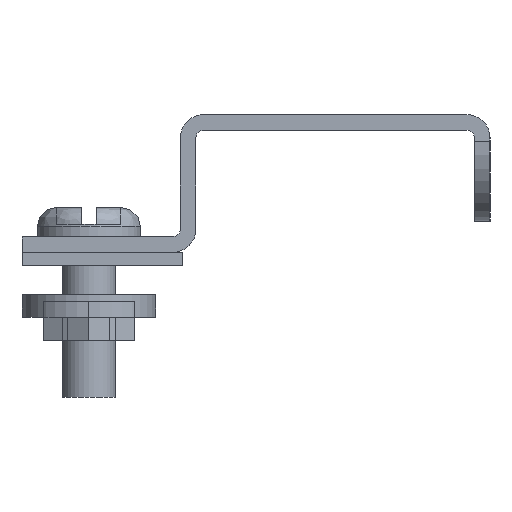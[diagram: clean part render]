
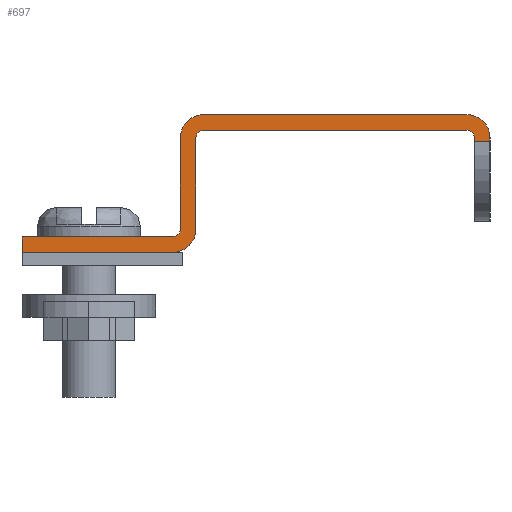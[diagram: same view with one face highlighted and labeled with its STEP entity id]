
A CAD part, left-side view. The second image highlights one B-rep face of the part: STEP entity #697.
In plain terms, the highlighted planar face has unit normal (-1, 0, 0).
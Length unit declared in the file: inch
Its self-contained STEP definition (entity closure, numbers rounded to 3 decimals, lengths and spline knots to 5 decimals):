
#4 = EDGE_CURVE ( 'NONE', #171, #1714, #538, .T. ) ;
#84 = ORIENTED_EDGE ( 'NONE', *, *, #1457, .T. ) ;
#116 = VERTEX_POINT ( 'NONE', #241 ) ;
#161 = ORIENTED_EDGE ( 'NONE', *, *, #1093, .T. ) ;
#163 = EDGE_CURVE ( 'NONE', #1536, #1705, #1032, .T. ) ;
#167 = CARTESIAN_POINT ( 'NONE',  ( -29.5, -1.094, 0.464 ) ) ;
#171 = VERTEX_POINT ( 'NONE', #229 ) ;
#220 = DIRECTION ( 'NONE',  ( 0., 0., -1. ) ) ;
#229 = CARTESIAN_POINT ( 'NONE',  ( -29.5, 0.2455, 0.572 ) ) ;
#233 = DIRECTION ( 'NONE',  ( 0., 1., 0. ) ) ;
#241 = CARTESIAN_POINT ( 'NONE',  ( -29.5, 1.094, 0. ) ) ;
#243 = VECTOR ( 'NONE', #1455, 39.37008 ) ;
#251 = VERTEX_POINT ( 'NONE', #810 ) ;
#275 = AXIS2_PLACEMENT_3D ( 'NONE', #1254, #1962, #336 ) ;
#314 = AXIS2_PLACEMENT_3D ( 'NONE', #450, #2088, #669 ) ;
#321 = CARTESIAN_POINT ( 'NONE',  ( -29.5, 0.2815, 0.464 ) ) ;
#336 = DIRECTION ( 'NONE',  ( 0., 0., 1. ) ) ;
#343 = LINE ( 'NONE', #1926, #1522 ) ;
#345 = ORIENTED_EDGE ( 'NONE', *, *, #163, .T. ) ;
#347 = VERTEX_POINT ( 'NONE', #1087 ) ;
#359 = VECTOR ( 'NONE', #233, 39.37008 ) ;
#372 = DIRECTION ( 'NONE',  ( 0., 0., -1. ) ) ;
#385 = VECTOR ( 'NONE', #1415, 39.37008 ) ;
#391 = VECTOR ( 'NONE', #1871, 39.37008 ) ;
#398 = EDGE_CURVE ( 'NONE', #1861, #171, #2127, .T. ) ;
#406 = VERTEX_POINT ( 'NONE', #882 ) ;
#412 = ORIENTED_EDGE ( 'NONE', *, *, #2179, .T. ) ;
#450 = CARTESIAN_POINT ( 'NONE',  ( -29.5, 0.3895, 0.036 ) ) ;
#488 = ORIENTED_EDGE ( 'NONE', *, *, #4, .T. ) ;
#504 = LINE ( 'NONE', #1420, #1885 ) ;
#518 = EDGE_CURVE ( 'NONE', #406, #1536, #981, .T. ) ;
#538 = CIRCLE ( 'NONE', #1880, 0.108 ) ;
#542 = ORIENTED_EDGE ( 'NONE', *, *, #1993, .F. ) ;
#553 = CARTESIAN_POINT ( 'NONE',  ( -29.5, -1.094, 0.5095 ) ) ;
#556 = VERTEX_POINT ( 'NONE', #2096 ) ;
#669 = DIRECTION ( 'NONE',  ( 0., 0., 1. ) ) ;
#691 = DIRECTION ( 'NONE',  ( 0., 0., -1. ) ) ;
#697 = ADVANCED_FACE ( 'NONE', ( #1090 ), #1796, .T. ) ;
#706 = VERTEX_POINT ( 'NONE', #1239 ) ;
#709 = DIRECTION ( 'NONE',  ( -1., 0., 0. ) ) ;
#714 = DIRECTION ( 'NONE',  ( 0., 0., 1. ) ) ;
#744 = CARTESIAN_POINT ( 'NONE',  ( -29.5, -1.094, 0.5 ) ) ;
#760 = CARTESIAN_POINT ( 'NONE',  ( -29.5, 0.2815, 0.5 ) ) ;
#773 = EDGE_CURVE ( 'NONE', #706, #1253, #1183, .T. ) ;
#810 = CARTESIAN_POINT ( 'NONE',  ( -29.5, 0.3895, -0.072 ) ) ;
#812 = AXIS2_PLACEMENT_3D ( 'NONE', #1450, #709, #1632 ) ;
#861 = CARTESIAN_POINT ( 'NONE',  ( -29.5, 1.094, 0.572 ) ) ;
#866 = ORIENTED_EDGE ( 'NONE', *, *, #773, .T. ) ;
#880 = CARTESIAN_POINT ( 'NONE',  ( -29.5, 1.094, -0.072 ) ) ;
#882 = CARTESIAN_POINT ( 'NONE',  ( -29.5, 0.2815, 0.036 ) ) ;
#884 = CIRCLE ( 'NONE', #812, 0.108 ) ;
#901 = CARTESIAN_POINT ( 'NONE',  ( -29.5, 1.094, -0.072 ) ) ;
#913 = CARTESIAN_POINT ( 'NONE',  ( -29.5, -1.022, 0.447 ) ) ;
#945 = ORIENTED_EDGE ( 'NONE', *, *, #2149, .T. ) ;
#980 = LINE ( 'NONE', #1165, #391 ) ;
#981 = LINE ( 'NONE', #760, #1744 ) ;
#1032 = CIRCLE ( 'NONE', #1516, 0.036 ) ;
#1039 = CARTESIAN_POINT ( 'NONE',  ( -29.5, -1.022, 0.464 ) ) ;
#1051 = EDGE_CURVE ( 'NONE', #1714, #556, #504, .T. ) ;
#1056 = DIRECTION ( 'NONE',  ( -1., 0., 0. ) ) ;
#1061 = DIRECTION ( 'NONE',  ( 0., -1., 0. ) ) ;
#1064 = CARTESIAN_POINT ( 'NONE',  ( -29.5, -0.986, 0.572 ) ) ;
#1066 = ORIENTED_EDGE ( 'NONE', *, *, #2274, .T. ) ;
#1067 = LINE ( 'NONE', #1448, #2193 ) ;
#1079 = CARTESIAN_POINT ( 'NONE',  ( -29.5, -0.986, 0.464 ) ) ;
#1087 = CARTESIAN_POINT ( 'NONE',  ( -29.5, 0.3895, 0. ) ) ;
#1089 = CARTESIAN_POINT ( 'NONE',  ( -29.5, 0.2455, 0.464 ) ) ;
#1090 = FACE_OUTER_BOUND ( 'NONE', #1543, .T. ) ;
#1093 = EDGE_CURVE ( 'NONE', #556, #347, #1417, .T. ) ;
#1165 = CARTESIAN_POINT ( 'NONE',  ( -29.5, -1.022, 0.5095 ) ) ;
#1178 = CARTESIAN_POINT ( 'NONE',  ( -29.5, 0.2455, 0.5 ) ) ;
#1183 = CIRCLE ( 'NONE', #1960, 0.036 ) ;
#1226 = DIRECTION ( 'NONE',  ( 0., 0., -1. ) ) ;
#1230 = CARTESIAN_POINT ( 'NONE',  ( -29.5, 1.094, 0.5 ) ) ;
#1239 = CARTESIAN_POINT ( 'NONE',  ( -29.5, -0.986, 0.5 ) ) ;
#1253 = VERTEX_POINT ( 'NONE', #1039 ) ;
#1254 = CARTESIAN_POINT ( 'NONE',  ( -29.5, 0.3895, 0.036 ) ) ;
#1290 = CARTESIAN_POINT ( 'NONE',  ( -29.5, 0.2455, 0.464 ) ) ;
#1325 = VECTOR ( 'NONE', #1772, 39.37008 ) ;
#1365 = ORIENTED_EDGE ( 'NONE', *, *, #1776, .T. ) ;
#1415 = DIRECTION ( 'NONE',  ( 0., -1., 0. ) ) ;
#1417 = CIRCLE ( 'NONE', #314, 0.036 ) ;
#1420 = CARTESIAN_POINT ( 'NONE',  ( -29.5, 0.3535, 0.5 ) ) ;
#1430 = LINE ( 'NONE', #880, #385 ) ;
#1448 = CARTESIAN_POINT ( 'NONE',  ( -29.5, 1.094, 0.447 ) ) ;
#1450 = CARTESIAN_POINT ( 'NONE',  ( -29.5, -0.986, 0.464 ) ) ;
#1455 = DIRECTION ( 'NONE',  ( 0., 0., -1. ) ) ;
#1457 = EDGE_CURVE ( 'NONE', #116, #1559, #343, .T. ) ;
#1478 = DIRECTION ( 'NONE',  ( 0., 0., 1. ) ) ;
#1487 = ORIENTED_EDGE ( 'NONE', *, *, #518, .T. ) ;
#1513 = EDGE_CURVE ( 'NONE', #2177, #2052, #1067, .T. ) ;
#1516 = AXIS2_PLACEMENT_3D ( 'NONE', #1290, #1826, #220 ) ;
#1520 = CIRCLE ( 'NONE', #275, 0.108 ) ;
#1522 = VECTOR ( 'NONE', #691, 39.37008 ) ;
#1536 = VERTEX_POINT ( 'NONE', #321 ) ;
#1543 = EDGE_LOOP ( 'NONE', ( #542, #412, #1743, #488, #1800, #161, #1609, #84, #1066, #1554, #1487, #345, #945, #866, #1365, #1887 ) ) ;
#1554 = ORIENTED_EDGE ( 'NONE', *, *, #2190, .T. ) ;
#1559 = VERTEX_POINT ( 'NONE', #901 ) ;
#1591 = EDGE_CURVE ( 'NONE', #347, #116, #1958, .T. ) ;
#1609 = ORIENTED_EDGE ( 'NONE', *, *, #1591, .T. ) ;
#1632 = DIRECTION ( 'NONE',  ( 0., 0., -1. ) ) ;
#1639 = LINE ( 'NONE', #553, #243 ) ;
#1705 = VERTEX_POINT ( 'NONE', #1178 ) ;
#1714 = VERTEX_POINT ( 'NONE', #1715 ) ;
#1715 = CARTESIAN_POINT ( 'NONE',  ( -29.5, 0.3535, 0.464 ) ) ;
#1743 = ORIENTED_EDGE ( 'NONE', *, *, #398, .T. ) ;
#1744 = VECTOR ( 'NONE', #1478, 39.37008 ) ;
#1769 = DIRECTION ( 'NONE',  ( 0., -1., 0. ) ) ;
#1772 = DIRECTION ( 'NONE',  ( 0., 1., 0. ) ) ;
#1776 = EDGE_CURVE ( 'NONE', #1253, #2177, #980, .T. ) ;
#1787 = DIRECTION ( 'NONE',  ( 1., 0., 0. ) ) ;
#1796 = PLANE ( 'NONE',  #1810 ) ;
#1800 = ORIENTED_EDGE ( 'NONE', *, *, #1051, .T. ) ;
#1810 = AXIS2_PLACEMENT_3D ( 'NONE', #1230, #1056, #714 ) ;
#1826 = DIRECTION ( 'NONE',  ( 1., 0., 0. ) ) ;
#1861 = VERTEX_POINT ( 'NONE', #1064 ) ;
#1871 = DIRECTION ( 'NONE',  ( 0., 0., -1. ) ) ;
#1880 = AXIS2_PLACEMENT_3D ( 'NONE', #1089, #2163, #1954 ) ;
#1884 = VECTOR ( 'NONE', #1061, 39.37008 ) ;
#1885 = VECTOR ( 'NONE', #1226, 39.37008 ) ;
#1887 = ORIENTED_EDGE ( 'NONE', *, *, #1513, .T. ) ;
#1914 = VERTEX_POINT ( 'NONE', #167 ) ;
#1926 = CARTESIAN_POINT ( 'NONE',  ( -29.5, 1.094, 0.5 ) ) ;
#1954 = DIRECTION ( 'NONE',  ( 0., 0., -1. ) ) ;
#1958 = LINE ( 'NONE', #2033, #359 ) ;
#1960 = AXIS2_PLACEMENT_3D ( 'NONE', #1079, #1787, #372 ) ;
#1962 = DIRECTION ( 'NONE',  ( -1., 0., 0. ) ) ;
#1993 = EDGE_CURVE ( 'NONE', #1914, #2052, #1639, .T. ) ;
#2033 = CARTESIAN_POINT ( 'NONE',  ( -29.5, 1.094, 0. ) ) ;
#2038 = CARTESIAN_POINT ( 'NONE',  ( -29.5, -1.094, 0.447 ) ) ;
#2052 = VERTEX_POINT ( 'NONE', #2038 ) ;
#2088 = DIRECTION ( 'NONE',  ( 1., 0., 0. ) ) ;
#2096 = CARTESIAN_POINT ( 'NONE',  ( -29.5, 0.3535, 0.036 ) ) ;
#2127 = LINE ( 'NONE', #861, #1325 ) ;
#2149 = EDGE_CURVE ( 'NONE', #1705, #706, #2248, .T. ) ;
#2163 = DIRECTION ( 'NONE',  ( -1., 0., 0. ) ) ;
#2177 = VERTEX_POINT ( 'NONE', #913 ) ;
#2179 = EDGE_CURVE ( 'NONE', #1914, #1861, #884, .T. ) ;
#2190 = EDGE_CURVE ( 'NONE', #251, #406, #1520, .T. ) ;
#2193 = VECTOR ( 'NONE', #1769, 39.37008 ) ;
#2248 = LINE ( 'NONE', #744, #1884 ) ;
#2274 = EDGE_CURVE ( 'NONE', #1559, #251, #1430, .T. ) ;
